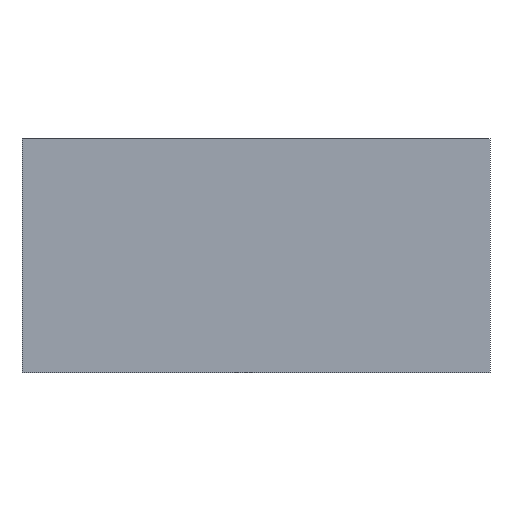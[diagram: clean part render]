
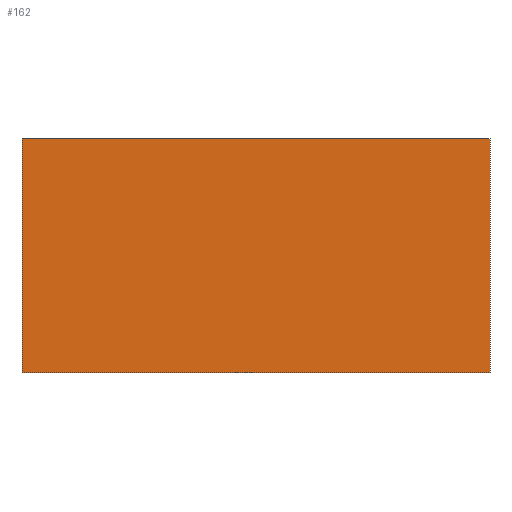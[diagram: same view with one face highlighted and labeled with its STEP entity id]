
A CAD part, left-side view. The second image highlights one B-rep face of the part: STEP entity #162.
In plain terms, the highlighted planar face has unit normal (-1, 0, 0).
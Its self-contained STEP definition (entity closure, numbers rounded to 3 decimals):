
#1 = DIRECTION ( 'NONE',  ( 0., 0., -1. ) ) ;
#8 = VERTEX_POINT ( 'NONE', #179 ) ;
#19 = CARTESIAN_POINT ( 'NONE',  ( 0., 0., 0. ) ) ;
#23 = VERTEX_POINT ( 'NONE', #64 ) ;
#24 = LINE ( 'NONE', #19, #170 ) ;
#25 = EDGE_CURVE ( 'NONE', #23, #145, #119, .T. ) ;
#28 = VECTOR ( 'NONE', #42, 1000. ) ;
#42 = DIRECTION ( 'NONE',  ( 0., 0., -1. ) ) ;
#46 = PLANE ( 'NONE',  #258 ) ;
#64 = CARTESIAN_POINT ( 'NONE',  ( 0., 29., 14.5 ) ) ;
#67 = DIRECTION ( 'NONE',  ( 0., 0., -1. ) ) ;
#87 = CARTESIAN_POINT ( 'NONE',  ( 0., 29., 14.5 ) ) ;
#95 = LINE ( 'NONE', #144, #208 ) ;
#97 = CARTESIAN_POINT ( 'NONE',  ( 0., 0., 14.5 ) ) ;
#99 = FACE_OUTER_BOUND ( 'NONE', #199, .T. ) ;
#105 = VECTOR ( 'NONE', #67, 1000. ) ;
#119 = LINE ( 'NONE', #87, #28 ) ;
#133 = EDGE_CURVE ( 'NONE', #145, #8, #24, .T. ) ;
#143 = DIRECTION ( 'NONE',  ( 0., -1., 0. ) ) ;
#144 = CARTESIAN_POINT ( 'NONE',  ( 0., 0., 14.5 ) ) ;
#145 = VERTEX_POINT ( 'NONE', #268 ) ;
#150 = LINE ( 'NONE', #166, #105 ) ;
#162 = ADVANCED_FACE ( 'NONE', ( #99 ), #46, .F. ) ;
#166 = CARTESIAN_POINT ( 'NONE',  ( 0., 0., 14.5 ) ) ;
#169 = VERTEX_POINT ( 'NONE', #97 ) ;
#170 = VECTOR ( 'NONE', #226, 1000. ) ;
#179 = CARTESIAN_POINT ( 'NONE',  ( 0., 0., 0. ) ) ;
#183 = EDGE_CURVE ( 'NONE', #23, #169, #95, .T. ) ;
#186 = EDGE_CURVE ( 'NONE', #169, #8, #150, .T. ) ;
#199 = EDGE_LOOP ( 'NONE', ( #211, #267, #244, #206 ) ) ;
#203 = CARTESIAN_POINT ( 'NONE',  ( 0., 0., 14.5 ) ) ;
#206 = ORIENTED_EDGE ( 'NONE', *, *, #25, .T. ) ;
#208 = VECTOR ( 'NONE', #143, 1000. ) ;
#211 = ORIENTED_EDGE ( 'NONE', *, *, #133, .T. ) ;
#226 = DIRECTION ( 'NONE',  ( 0., -1., 0. ) ) ;
#244 = ORIENTED_EDGE ( 'NONE', *, *, #183, .F. ) ;
#258 = AXIS2_PLACEMENT_3D ( 'NONE', #203, #265, #1 ) ;
#265 = DIRECTION ( 'NONE',  ( 1., 0., 0. ) ) ;
#267 = ORIENTED_EDGE ( 'NONE', *, *, #186, .F. ) ;
#268 = CARTESIAN_POINT ( 'NONE',  ( 0., 29., 0. ) ) ;
